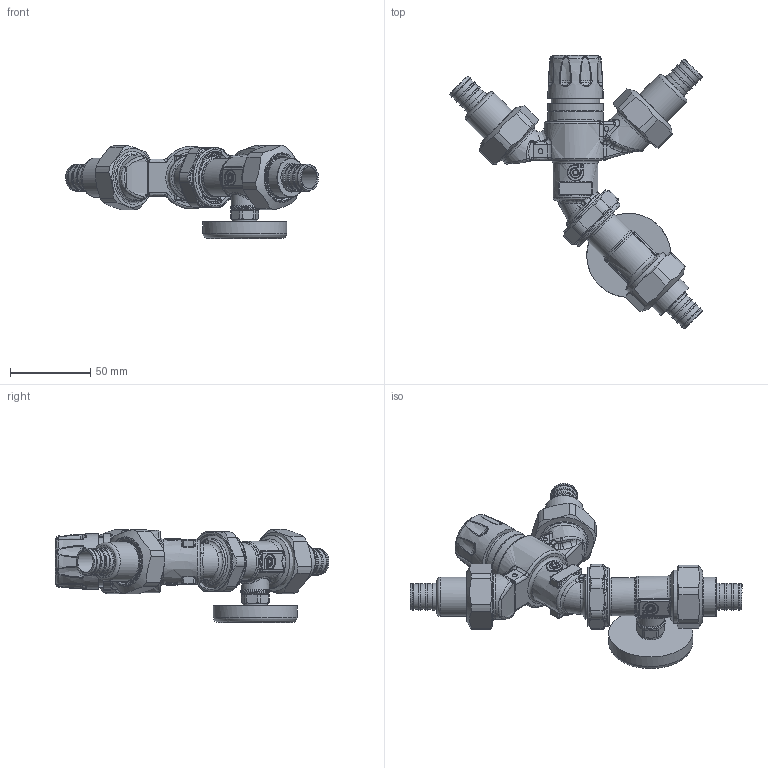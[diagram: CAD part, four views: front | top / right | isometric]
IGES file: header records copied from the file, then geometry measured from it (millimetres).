
Global section: file name: 520514AC; native system: Autodesk Inventor 2024; preprocessor: unknown; author: ischreiner; date: 20250709.093020; units: inch
Bounding box: 157.63 x 170.69 x 57.97 mm (x, y, z)
Volume: 239203.9 mm3; surface area: 79339.6 mm2
Topology: 16 solids, 16 shells, 2099 faces, 5171 edges, 3065 vertices
Faces by surface type: bspline 2099
